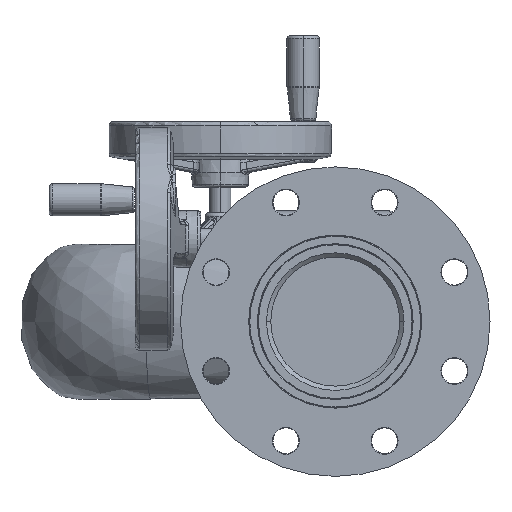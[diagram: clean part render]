
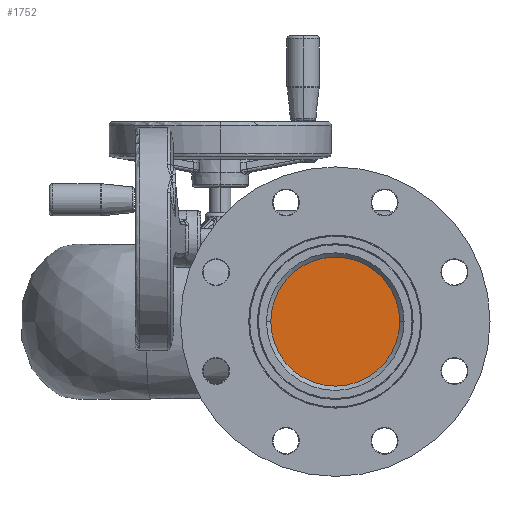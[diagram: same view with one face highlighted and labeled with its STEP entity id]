
A CAD part, front view. The second image highlights one B-rep face of the part: STEP entity #1752.
In plain terms, the highlighted planar face has unit normal (0, -1, 0).
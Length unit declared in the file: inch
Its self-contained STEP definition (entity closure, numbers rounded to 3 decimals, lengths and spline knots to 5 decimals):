
#1446 = EDGE_CURVE ( 'NONE', #4703, #4704, #16190, .T. ) ;
#1578 = EDGE_CURVE ( 'NONE', #4704, #4703, #16272, .T. ) ;
#1752 = ADVANCED_FACE ( 'NONE', ( #31379 ), #31962, .F. ) ;
#3807 = AXIS2_PLACEMENT_3D ( 'NONE', #16982, #17012, #17013 ) ;
#3828 = AXIS2_PLACEMENT_3D ( 'NONE', #20908, #20909, #20910 ) ;
#4118 = ORIENTED_EDGE ( 'NONE', *, *, #1578, .F. ) ;
#4119 = ORIENTED_EDGE ( 'NONE', *, *, #1446, .F. ) ;
#4541 = EDGE_LOOP ( 'NONE', ( #4118, #4119 ) ) ;
#4703 = VERTEX_POINT ( 'NONE', #28056 ) ;
#4704 = VERTEX_POINT ( 'NONE', #28057 ) ;
#16190 = CIRCLE ( 'NONE', #3807, 2.5 ) ;
#16272 = CIRCLE ( 'NONE', #3828, 2.5 ) ;
#16982 = CARTESIAN_POINT ( 'NONE',  ( 0., -1.38, 0. ) ) ;
#17012 = DIRECTION ( 'NONE',  ( 0., 1., 0. ) ) ;
#17013 = DIRECTION ( 'NONE',  ( 0., 0., -1. ) ) ;
#20908 = CARTESIAN_POINT ( 'NONE',  ( 0., -1.38, 0. ) ) ;
#20909 = DIRECTION ( 'NONE',  ( 0., 1., 0. ) ) ;
#20910 = DIRECTION ( 'NONE',  ( 0., 0., -1. ) ) ;
#26245 = AXIS2_PLACEMENT_3D ( 'NONE', #31948, #31966, #31967 ) ;
#28056 = CARTESIAN_POINT ( 'NONE',  ( 0., -1.38, 2.5 ) ) ;
#28057 = CARTESIAN_POINT ( 'NONE',  ( 0., -1.38, -2.5 ) ) ;
#31379 = FACE_OUTER_BOUND ( 'NONE', #4541, .T. ) ;
#31948 = CARTESIAN_POINT ( 'NONE',  ( -4.85735, -1.38, 0. ) ) ;
#31962 = PLANE ( 'NONE',  #26245 ) ;
#31966 = DIRECTION ( 'NONE',  ( 0., 1., 0. ) ) ;
#31967 = DIRECTION ( 'NONE',  ( 0., 0., 1. ) ) ;
